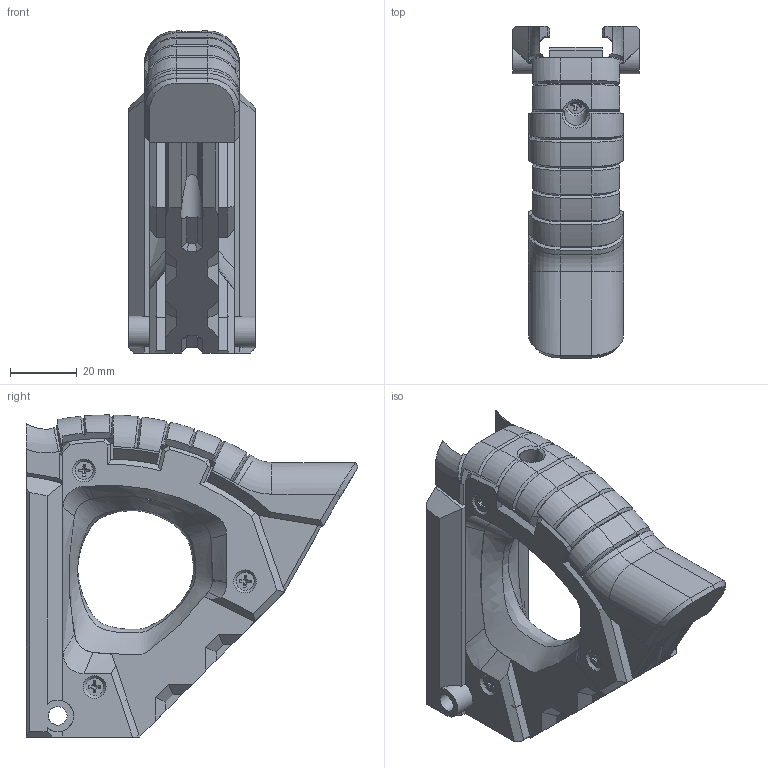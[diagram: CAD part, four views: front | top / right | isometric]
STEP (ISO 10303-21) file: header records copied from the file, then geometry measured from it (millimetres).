
FILE_DESCRIPTION(/* description */ ('Alibre Inc.'),/* implementation_level */ '2;1');
FILE_NAME(/* name */ 'export-53A0DD01-B98C-43C0-A702-BC559DF36C97',/* time_stamp */ '2021-04-22T23:26:15-04:00',/* author */ (''),/* organization */ (''),/* preprocessor_version */ 'ST-DEVELOPER v17',/* originating_system */ 'Alibre',/* authorisation */ '');
FILE_SCHEMA (('AUTOMOTIVE_DESIGN'));
Length unit declared in the file: inch
Products named in the file (6): 90273A108
Bounding box: 38.1 x 99.82 x 96.85 mm (x, y, z)
Volume: 109263.7 mm3; surface area: 40715.7 mm2
Topology: 12 solids, 12 shells, 1133 faces, 3258 edges, 2131 vertices
Faces by surface type: cylinder 441, plane 417, cone 210, bspline 45, torus 20
Full cylindrical faces by diameter (mm): 2.413 x5, 3.81 x2, 5.588 x2, 6.858 x2
Entity records: 22442 total; most frequent: CARTESIAN_POINT 9960, ORIENTED_EDGE 3002, DIRECTION 1907, EDGE_CURVE 1501, VERTEX_POINT 984, VECTOR 750, LINE 750, AXIS2_PLACEMENT_3D 719
